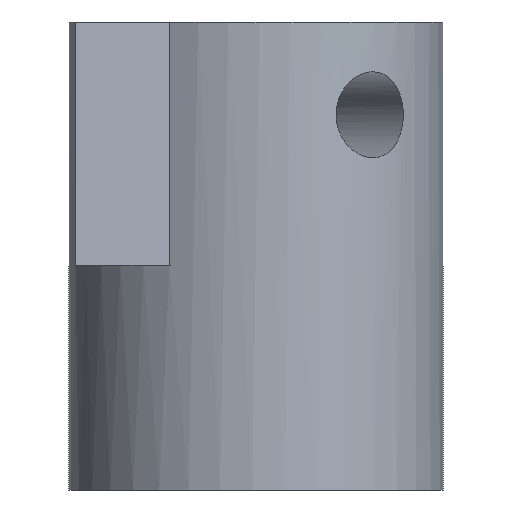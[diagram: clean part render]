
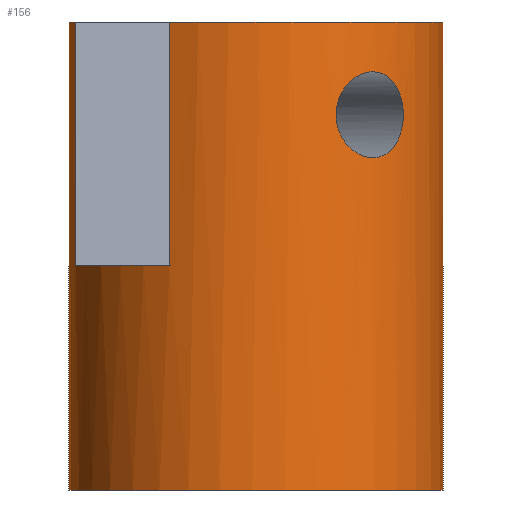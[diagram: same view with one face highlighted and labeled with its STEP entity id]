
A CAD part, front view. The second image highlights one B-rep face of the part: STEP entity #156.
In plain terms, the highlighted cylindrical face has radius 50 mm (diameter 100 mm), a full revolution.
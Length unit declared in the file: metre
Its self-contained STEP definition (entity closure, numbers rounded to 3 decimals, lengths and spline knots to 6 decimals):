
#20=B_SPLINE_CURVE_WITH_KNOTS('',3,(#258,#259,#260,#261,#262,#263,#264,
#265,#266,#267,#268,#269,#270,#271,#272,#273,#274,#275,#276,#277),
 .UNSPECIFIED.,.T.,.F.,(1,1,1,1,1,1,1,1,1,1,1,1,1,1,1,1,1,1,1,1,1,1,1,1),
(-0.009015,-0.004507,-0.002254,0.,0.004507,
0.009015,0.013522,0.01803,0.022537,
0.027045,0.031552,0.036059,0.040567,
0.045074,0.049582,0.054089,0.058597,
0.063104,0.067612,0.069865,0.072119,
0.076626,0.081134,0.085641),.UNSPECIFIED.);
#21=B_SPLINE_CURVE_WITH_KNOTS('',3,(#280,#281,#282,#283,#284,#285,#286,
#287,#288,#289,#290,#291,#292,#293,#294,#295,#296,#297,#298),
 .UNSPECIFIED.,.T.,.F.,(1,1,1,1,1,1,1,1,1,1,1,1,1,1,1,1,1,1,1,1,1,1,1),
(-0.013527,-0.009018,-0.004509,0.,0.004509,
0.009018,0.013527,0.018036,0.022545,
0.027054,0.031563,0.036073,0.040582,
0.045091,0.0496,0.054109,0.058618,
0.063127,0.067636,0.072145,0.076654,
0.081163,0.085672),.UNSPECIFIED.);
#24=CYLINDRICAL_SURFACE('',#182,0.05);
#25=CIRCLE('',#173,0.05);
#26=CIRCLE('',#175,0.05);
#29=CIRCLE('',#183,0.05);
#30=CIRCLE('',#184,0.05);
#31=CIRCLE('',#185,0.05);
#50=ORIENTED_EDGE('',*,*,#80,.T.);
#51=ORIENTED_EDGE('',*,*,#78,.T.);
#52=ORIENTED_EDGE('',*,*,#79,.T.);
#53=ORIENTED_EDGE('',*,*,#73,.T.);
#54=ORIENTED_EDGE('',*,*,#81,.T.);
#55=ORIENTED_EDGE('',*,*,#75,.T.);
#56=ORIENTED_EDGE('',*,*,#67,.F.);
#57=ORIENTED_EDGE('',*,*,#77,.T.);
#58=ORIENTED_EDGE('',*,*,#82,.T.);
#59=ORIENTED_EDGE('',*,*,#71,.T.);
#60=ORIENTED_EDGE('',*,*,#69,.F.);
#67=EDGE_CURVE('',#84,#83,#25,.T.);
#69=EDGE_CURVE('',#86,#85,#26,.T.);
#71=EDGE_CURVE('',#88,#85,#98,.T.);
#73=EDGE_CURVE('',#86,#89,#100,.T.);
#75=EDGE_CURVE('',#91,#83,#101,.T.);
#77=EDGE_CURVE('',#84,#92,#103,.T.);
#78=EDGE_CURVE('',#93,#93,#20,.T.);
#79=EDGE_CURVE('',#94,#94,#21,.T.);
#80=EDGE_CURVE('',#95,#95,#29,.T.);
#81=EDGE_CURVE('',#89,#91,#30,.T.);
#82=EDGE_CURVE('',#92,#88,#31,.T.);
#83=VERTEX_POINT('',#233);
#84=VERTEX_POINT('',#234);
#85=VERTEX_POINT('',#238);
#86=VERTEX_POINT('',#239);
#88=VERTEX_POINT('',#245);
#89=VERTEX_POINT('',#247);
#91=VERTEX_POINT('',#253);
#92=VERTEX_POINT('',#255);
#93=VERTEX_POINT('',#278);
#94=VERTEX_POINT('',#299);
#95=VERTEX_POINT('',#302);
#98=LINE('',#244,#106);
#100=LINE('',#248,#108);
#101=LINE('',#252,#109);
#103=LINE('',#256,#111);
#106=VECTOR('',#204,1.);
#108=VECTOR('',#206,1.);
#109=VECTOR('',#211,1.);
#111=VECTOR('',#213,1.);
#122=EDGE_LOOP('',(#50));
#123=EDGE_LOOP('',(#51));
#124=EDGE_LOOP('',(#52));
#125=EDGE_LOOP('',(#53,#54,#55,#56,#57,#58,#59,#60));
#138=FACE_BOUND('',#122,.T.);
#139=FACE_BOUND('',#123,.T.);
#140=FACE_BOUND('',#124,.T.);
#141=FACE_BOUND('',#125,.T.);
#156=ADVANCED_FACE('',(#138,#139,#140,#141),#24,.T.);
#173=AXIS2_PLACEMENT_3D('',#235,#193,#194);
#175=AXIS2_PLACEMENT_3D('',#240,#198,#199);
#182=AXIS2_PLACEMENT_3D('',#300,#218,#219);
#183=AXIS2_PLACEMENT_3D('',#301,#220,#221);
#184=AXIS2_PLACEMENT_3D('',#303,#222,#223);
#185=AXIS2_PLACEMENT_3D('',#304,#224,#225);
#193=DIRECTION('',(0.,0.,1.));
#194=DIRECTION('',(-0.628,0.778,0.));
#198=DIRECTION('',(0.,0.,1.));
#199=DIRECTION('',(-0.628,0.778,0.));
#204=DIRECTION('',(0.,0.,1.));
#206=DIRECTION('',(0.,0.,-1.));
#211=DIRECTION('',(0.,0.,1.));
#213=DIRECTION('',(0.,0.,-1.));
#218=DIRECTION('',(0.,0.,1.));
#219=DIRECTION('',(-0.628,0.778,0.));
#220=DIRECTION('',(0.,0.,1.));
#221=DIRECTION('',(-0.628,0.778,0.));
#222=DIRECTION('',(0.,0.,-1.));
#223=DIRECTION('',(-0.628,0.778,0.));
#224=DIRECTION('',(0.,0.,-1.));
#225=DIRECTION('',(-0.628,0.778,0.));
#233=CARTESIAN_POINT('',(0.048222,0.013216,0.125));
#234=CARTESIAN_POINT('',(-0.023101,-0.044344,0.125));
#235=CARTESIAN_POINT('',(0.,0.,0.125));
#238=CARTESIAN_POINT('',(-0.048222,-0.013216,0.125));
#239=CARTESIAN_POINT('',(0.023101,0.044344,0.125));
#240=CARTESIAN_POINT('',(0.,0.,0.125));
#244=CARTESIAN_POINT('',(-0.048222,-0.013216,-0.025));
#245=CARTESIAN_POINT('',(-0.048222,-0.013216,0.06));
#247=CARTESIAN_POINT('',(0.023101,0.044344,0.06));
#248=CARTESIAN_POINT('',(0.023101,0.044344,-0.025));
#252=CARTESIAN_POINT('',(0.048222,0.013216,-0.025));
#253=CARTESIAN_POINT('',(0.048222,0.013216,0.06));
#255=CARTESIAN_POINT('',(-0.023101,-0.044344,0.06));
#256=CARTESIAN_POINT('',(-0.023101,-0.044344,-0.025));
#258=CARTESIAN_POINT('',(0.029597,-0.04032,0.111613));
#259=CARTESIAN_POINT('',(0.032023,-0.038454,0.111853));
#260=CARTESIAN_POINT('',(0.034823,-0.035963,0.111014));
#261=CARTESIAN_POINT('',(0.037428,-0.033205,0.108377));
#262=CARTESIAN_POINT('',(0.039032,-0.031263,0.104523));
#263=CARTESIAN_POINT('',(0.039541,-0.030599,0.099948));
#264=CARTESIAN_POINT('',(0.038907,-0.031422,0.095449));
#265=CARTESIAN_POINT('',(0.037182,-0.033484,0.091696));
#266=CARTESIAN_POINT('',(0.03449,-0.036287,0.089228));
#267=CARTESIAN_POINT('',(0.031032,-0.039297,0.088418));
#268=CARTESIAN_POINT('',(0.02737,-0.041915,0.089431));
#269=CARTESIAN_POINT('',(0.024108,-0.043843,0.092066));
#270=CARTESIAN_POINT('',(0.021857,-0.044979,0.095927));
#271=CARTESIAN_POINT('',(0.021099,-0.045328,0.100469));
#272=CARTESIAN_POINT('',(0.022038,-0.044893,0.104981));
#273=CARTESIAN_POINT('',(0.024432,-0.043668,0.108738));
#274=CARTESIAN_POINT('',(0.027219,-0.041985,0.110795));
#275=CARTESIAN_POINT('',(0.029597,-0.04032,0.111613));
#276=CARTESIAN_POINT('',(0.032023,-0.038454,0.111853));
#277=CARTESIAN_POINT('',(0.034823,-0.035963,0.111014));
#278=CARTESIAN_POINT('',(0.031401,-0.03891,0.111717));
#280=CARTESIAN_POINT('',(-0.022406,0.044709,0.095673));
#281=CARTESIAN_POINT('',(-0.021556,0.045113,0.100223));
#282=CARTESIAN_POINT('',(-0.022402,0.044711,0.104751));
#283=CARTESIAN_POINT('',(-0.024713,0.043507,0.108564));
#284=CARTESIAN_POINT('',(-0.027994,0.041503,0.111115));
#285=CARTESIAN_POINT('',(-0.031637,0.038811,0.112022));
#286=CARTESIAN_POINT('',(-0.035011,0.035782,0.111118));
#287=CARTESIAN_POINT('',(-0.037643,0.032963,0.10856));
#288=CARTESIAN_POINT('',(-0.039289,0.03094,0.104749));
#289=CARTESIAN_POINT('',(-0.039852,0.030193,0.100225));
#290=CARTESIAN_POINT('',(-0.039292,0.030937,0.095698));
#291=CARTESIAN_POINT('',(-0.037647,0.032959,0.091886));
#292=CARTESIAN_POINT('',(-0.035024,0.03577,0.089329));
#293=CARTESIAN_POINT('',(-0.031648,0.038802,0.088416));
#294=CARTESIAN_POINT('',(-0.028,0.041498,0.089319));
#295=CARTESIAN_POINT('',(-0.024717,0.043505,0.091873));
#296=CARTESIAN_POINT('',(-0.022406,0.044709,0.095673));
#297=CARTESIAN_POINT('',(-0.021556,0.045113,0.100223));
#298=CARTESIAN_POINT('',(-0.022402,0.044711,0.104751));
#299=CARTESIAN_POINT('',(-0.021839,0.044978,0.100219));
#300=CARTESIAN_POINT('',(0.,0.,-0.025));
#301=CARTESIAN_POINT('',(0.,0.,0.));
#302=CARTESIAN_POINT('',(-0.031401,0.03891,0.));
#303=CARTESIAN_POINT('',(0.,0.,0.06));
#304=CARTESIAN_POINT('',(0.,0.,0.06));
